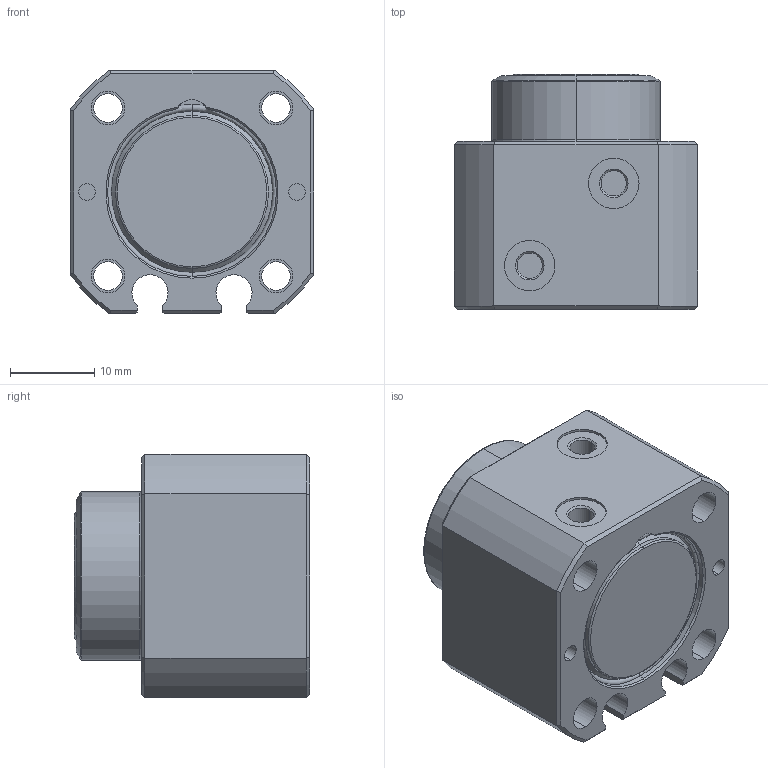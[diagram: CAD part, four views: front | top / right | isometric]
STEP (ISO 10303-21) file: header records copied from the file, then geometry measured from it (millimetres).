
FILE_DESCRIPTION (( 'STEP AP203' ), '1' );
FILE_NAME ('WPT0500.STEP', '2017-12-22T02:44:21', ( '' ), ( '' ), 'SwSTEP 2.0', 'SolidWorks 2016', '' );
FILE_SCHEMA (( 'CONFIG_CONTROL_DESIGN' ));
Length unit declared in the file: millimetre
Products named in the file (1): WPT0500
Bounding box: 29 x 28 x 29 mm (x, y, z)
Volume: 16381.4 mm3; surface area: 5812.8 mm2
Topology: 1 solids, 1 shells, 148 faces, 330 edges, 200 vertices
Faces by surface type: cylinder 49, plane 43, cone 32, torus 12, sphere 12
Entity records: 4428 total; most frequent: CARTESIAN_POINT 1009, DIRECTION 745, ORIENTED_EDGE 652, EDGE_CURVE 326, AXIS2_PLACEMENT_3D 304, VERTEX_POINT 200, EDGE_LOOP 176, CIRCLE 155
